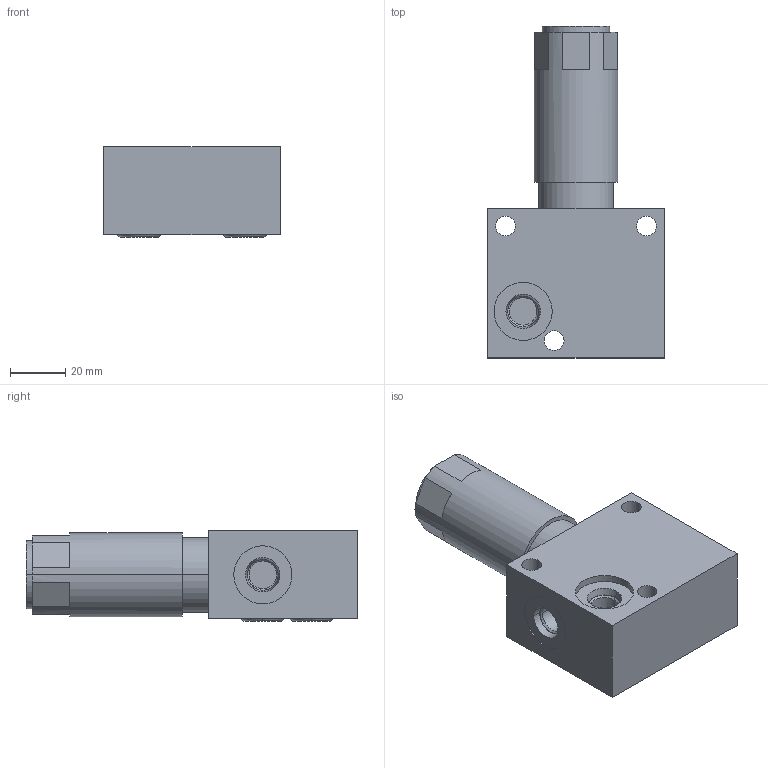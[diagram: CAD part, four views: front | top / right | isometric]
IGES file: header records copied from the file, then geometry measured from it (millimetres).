
Start section:  PTC IGES file: ilc70540008.igs
Global section: file name: ilc70540008.igs; native system: Creo Parametric by PTC Inc.; preprocessor: 2021164; author: Asawyer; organization: Unknown; date: 20250130.102731; units: inch
Bounding box: 63.5 x 119.63 x 32.61 mm (x, y, z)
Surface area: 28825.8 mm2 (no closed solid volume)
Topology: 0 solids, 0 shells, 132 faces, 747 edges, 794 vertices
Faces by surface type: revolution 89, bspline 43
